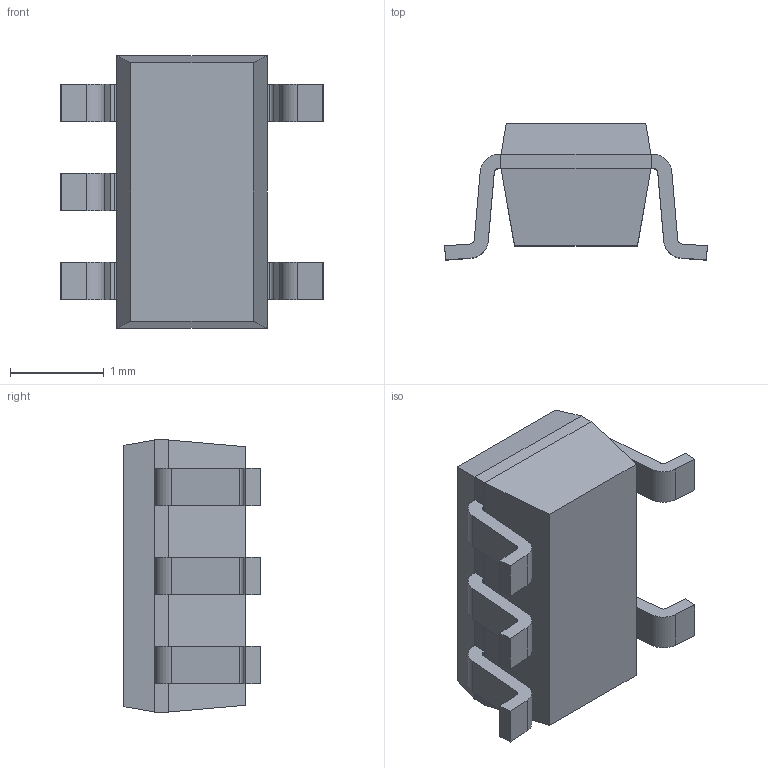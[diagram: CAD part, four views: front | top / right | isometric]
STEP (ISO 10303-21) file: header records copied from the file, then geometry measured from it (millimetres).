
FILE_DESCRIPTION (( 'STEP AP214' ), '1' );
FILE_NAME ('TS5213CX533 RFG.STEP', '2022-05-05T05:15:15', ( '' ), ( '' ), 'SwSTEP 2.0', 'SolidWorks 2017', '' );
FILE_SCHEMA (( 'AUTOMOTIVE_DESIGN' ));
Length unit declared in the file: millimetre
Products named in the file (1): TS5213CX533 RFG
Bounding box: 2.8 x 1.45 x 2.9 mm (x, y, z)
Volume: 5.9 mm3; surface area: 27.4 mm2
Topology: 7 solids, 7 shells, 89 faces, 214 edges, 140 vertices
Faces by surface type: plane 67, cylinder 22
Full cylindrical faces by diameter (mm): 0.15 x2
Entity records: 2646 total; most frequent: CARTESIAN_POINT 442, DIRECTION 436, ORIENTED_EDGE 424, EDGE_CURVE 212, VECTOR 168, LINE 168, VERTEX_POINT 140, AXIS2_PLACEMENT_3D 134
